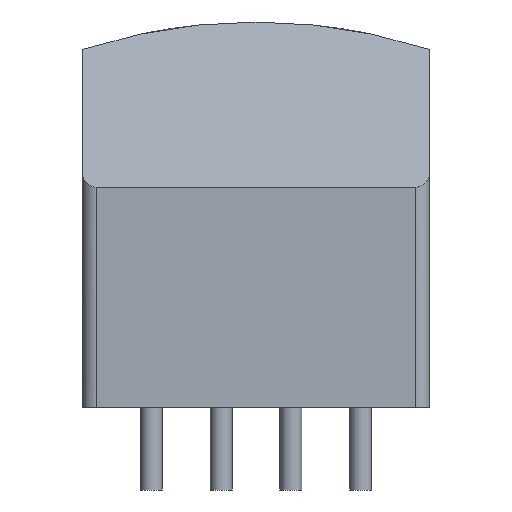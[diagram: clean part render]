
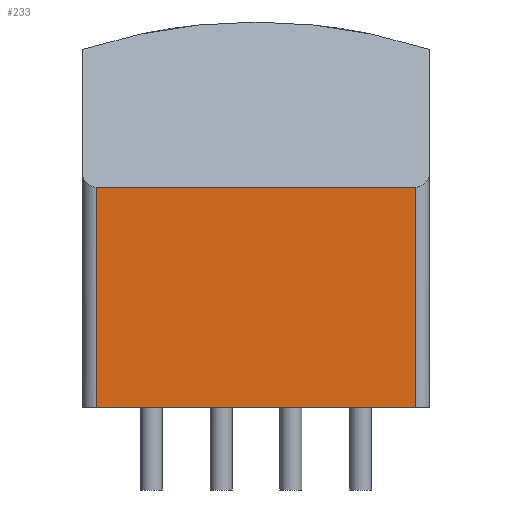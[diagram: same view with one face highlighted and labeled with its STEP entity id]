
A CAD part, left-side view. The second image highlights one B-rep face of the part: STEP entity #233.
In plain terms, the highlighted planar face has unit normal (-1, 0, 0).
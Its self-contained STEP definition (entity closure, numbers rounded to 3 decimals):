
#97 = VERTEX_POINT('',#98);
#98 = CARTESIAN_POINT('',(-6.6,5.8,8.));
#105 = EDGE_CURVE('',#106,#97,#108,.T.);
#106 = VERTEX_POINT('',#107);
#107 = CARTESIAN_POINT('',(-6.6,-5.8,8.));
#108 = LINE('',#109,#110);
#109 = CARTESIAN_POINT('',(-6.6,-5000.,8.));
#110 = VECTOR('',#111,1.);
#111 = DIRECTION('',(0.,1.,0.));
#129 = EDGE_CURVE('',#106,#130,#132,.T.);
#130 = VERTEX_POINT('',#131);
#131 = CARTESIAN_POINT('',(-6.6,-5.8,0.));
#132 = LINE('',#133,#134);
#133 = CARTESIAN_POINT('',(-6.6,-5.8,8.));
#134 = VECTOR('',#135,1.);
#135 = DIRECTION('',(0.,0.,-1.));
#197 = VERTEX_POINT('',#198);
#198 = CARTESIAN_POINT('',(-6.6,5.8,0.));
#205 = EDGE_CURVE('',#130,#197,#206,.T.);
#206 = LINE('',#207,#208);
#207 = CARTESIAN_POINT('',(-6.6,-6.3,0.));
#208 = VECTOR('',#209,1.);
#209 = DIRECTION('',(0.,1.,0.));
#233 = ADVANCED_FACE('',(#234),#245,.F.);
#234 = FACE_BOUND('',#235,.F.);
#235 = EDGE_LOOP('',(#236,#237,#238,#239));
#236 = ORIENTED_EDGE('',*,*,#105,.F.);
#237 = ORIENTED_EDGE('',*,*,#129,.T.);
#238 = ORIENTED_EDGE('',*,*,#205,.T.);
#239 = ORIENTED_EDGE('',*,*,#240,.T.);
#240 = EDGE_CURVE('',#197,#97,#241,.T.);
#241 = LINE('',#242,#243);
#242 = CARTESIAN_POINT('',(-6.6,5.8,0.));
#243 = VECTOR('',#244,1.);
#244 = DIRECTION('',(0.,0.,1.));
#245 = PLANE('',#246);
#246 = AXIS2_PLACEMENT_3D('',#247,#248,#249);
#247 = CARTESIAN_POINT('',(-6.6,0.,6.671));
#248 = DIRECTION('',(1.,0.,0.));
#249 = DIRECTION('',(0.,0.,1.));
